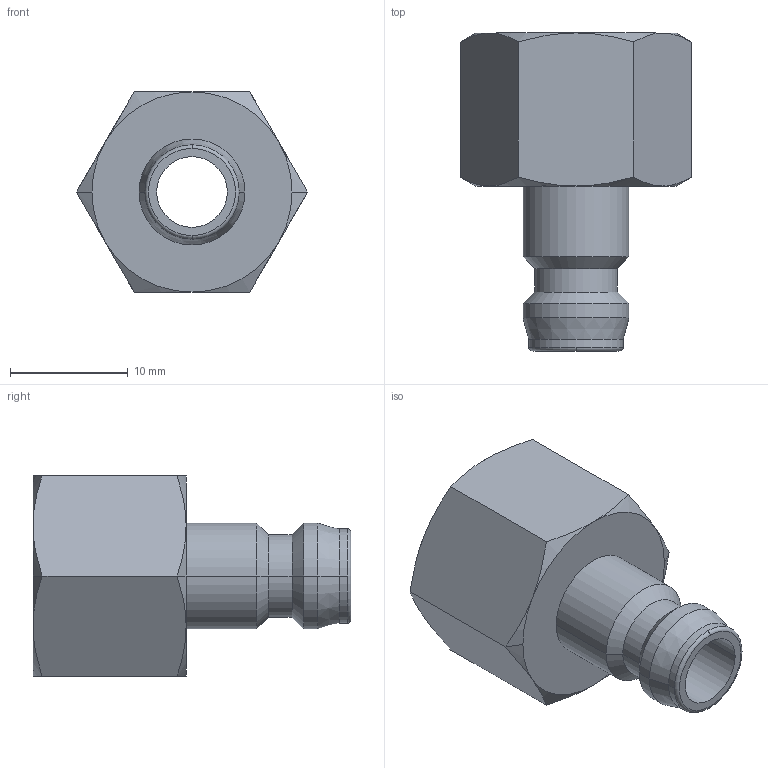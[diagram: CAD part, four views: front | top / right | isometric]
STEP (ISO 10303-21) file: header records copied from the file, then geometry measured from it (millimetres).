
FILE_DESCRIPTION(('STEP AP214'),'1');
FILE_NAME('eshm_14_ni.stp','2020-04-22T06:06:33',('TraceParts'),('TraceParts S.A.'),'Spatial InterOp 3D',' ',' ');
FILE_SCHEMA(('automotive_design'));
Length unit declared in the file: millimetre
Products named in the file (1): 1
Bounding box: 19.63 x 27 x 17 mm (x, y, z)
Volume: 2504.5 mm3; surface area: 2264.8 mm2
Topology: 1 solids, 1 shells, 52 faces, 111 edges, 63 vertices
Faces by surface type: cone 26, cylinder 14, plane 10, torus 2
Entity records: 1844 total; most frequent: CARTESIAN_POINT 323, DIRECTION 246, ORIENTED_EDGE 222, EDGE_CURVE 111, AXIS2_PLACEMENT_3D 106, VERTEX_POINT 63, EDGE_LOOP 56, CIRCLE 53
